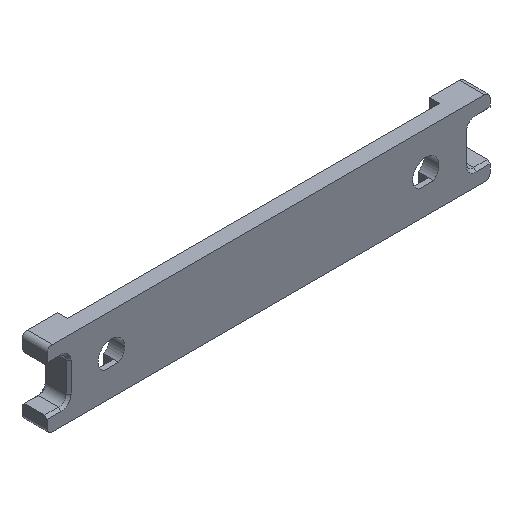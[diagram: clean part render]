
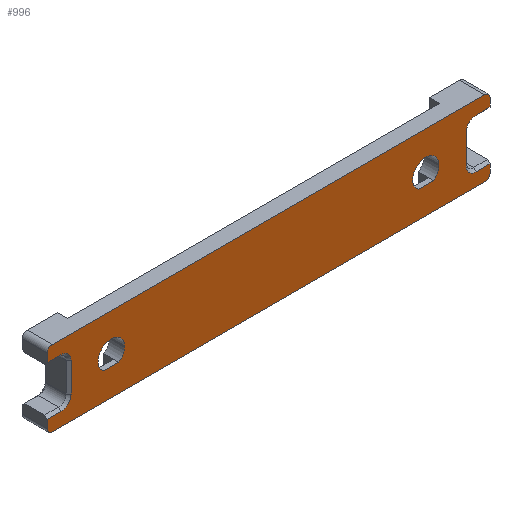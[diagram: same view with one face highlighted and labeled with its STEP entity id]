
A CAD part, isometric view. The second image highlights one B-rep face of the part: STEP entity #996.
In plain terms, the highlighted planar face has unit normal (0, -1, 0).
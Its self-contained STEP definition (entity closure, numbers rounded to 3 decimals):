
#25=FACE_BOUND('',#125,.T.);
#26=FACE_BOUND('',#126,.T.);
#28=CIRCLE('',#1070,4.);
#30=CIRCLE('',#1074,4.);
#31=CIRCLE('',#1077,2.);
#32=CIRCLE('',#1078,2.);
#33=CIRCLE('',#1079,4.);
#34=CIRCLE('',#1080,4.);
#35=CIRCLE('',#1081,2.);
#36=CIRCLE('',#1082,2.);
#37=CIRCLE('',#1083,5.25);
#38=CIRCLE('',#1084,5.25);
#68=FACE_OUTER_BOUND('',#124,.T.);
#124=EDGE_LOOP('',(#677,#678,#679,#680,#681,#682,#683,#684,#685,#686,#687,
#688,#689,#690,#691,#692,#693,#694,#695,#696));
#125=EDGE_LOOP('',(#697,#698));
#126=EDGE_LOOP('',(#699,#700));
#180=LINE('',#1450,#300);
#183=LINE('',#1461,#303);
#187=LINE('',#1473,#307);
#189=LINE('',#1477,#309);
#190=LINE('',#1481,#310);
#191=LINE('',#1485,#311);
#192=LINE('',#1487,#312);
#193=LINE('',#1491,#313);
#194=LINE('',#1495,#314);
#195=LINE('',#1497,#315);
#196=LINE('',#1501,#316);
#197=LINE('',#1504,#317);
#198=LINE('',#1508,#318);
#199=LINE('',#1512,#319);
#300=VECTOR('',#1158,10.);
#303=VECTOR('',#1169,10.);
#307=VECTOR('',#1181,10.);
#309=VECTOR('',#1185,10.);
#310=VECTOR('',#1188,10.);
#311=VECTOR('',#1191,10.);
#312=VECTOR('',#1192,10.);
#313=VECTOR('',#1195,10.);
#314=VECTOR('',#1198,10.);
#315=VECTOR('',#1199,10.);
#316=VECTOR('',#1202,10.);
#317=VECTOR('',#1205,10.);
#318=VECTOR('',#1208,10.);
#319=VECTOR('',#1211,10.);
#417=VERTEX_POINT('',#1443);
#420=VERTEX_POINT('',#1448);
#422=VERTEX_POINT('',#1454);
#424=VERTEX_POINT('',#1459);
#426=VERTEX_POINT('',#1466);
#428=VERTEX_POINT('',#1471);
#429=VERTEX_POINT('',#1476);
#430=VERTEX_POINT('',#1478);
#431=VERTEX_POINT('',#1480);
#432=VERTEX_POINT('',#1482);
#433=VERTEX_POINT('',#1484);
#434=VERTEX_POINT('',#1486);
#435=VERTEX_POINT('',#1488);
#436=VERTEX_POINT('',#1490);
#437=VERTEX_POINT('',#1492);
#438=VERTEX_POINT('',#1494);
#439=VERTEX_POINT('',#1496);
#440=VERTEX_POINT('',#1498);
#441=VERTEX_POINT('',#1500);
#442=VERTEX_POINT('',#1502);
#443=VERTEX_POINT('',#1505);
#444=VERTEX_POINT('',#1506);
#445=VERTEX_POINT('',#1509);
#446=VERTEX_POINT('',#1510);
#512=EDGE_CURVE('',#420,#417,#180,.T.);
#515=EDGE_CURVE('',#422,#420,#28,.T.);
#517=EDGE_CURVE('',#424,#422,#183,.T.);
#521=EDGE_CURVE('',#426,#424,#30,.T.);
#523=EDGE_CURVE('',#428,#426,#187,.T.);
#525=EDGE_CURVE('',#428,#429,#189,.T.);
#526=EDGE_CURVE('',#430,#429,#31,.T.);
#527=EDGE_CURVE('',#430,#431,#190,.T.);
#528=EDGE_CURVE('',#432,#431,#32,.T.);
#529=EDGE_CURVE('',#432,#433,#191,.T.);
#530=EDGE_CURVE('',#434,#433,#192,.T.);
#531=EDGE_CURVE('',#435,#434,#33,.T.);
#532=EDGE_CURVE('',#436,#435,#193,.T.);
#533=EDGE_CURVE('',#437,#436,#34,.T.);
#534=EDGE_CURVE('',#438,#437,#194,.T.);
#535=EDGE_CURVE('',#438,#439,#195,.T.);
#536=EDGE_CURVE('',#440,#439,#35,.T.);
#537=EDGE_CURVE('',#440,#441,#196,.T.);
#538=EDGE_CURVE('',#442,#441,#36,.T.);
#539=EDGE_CURVE('',#442,#417,#197,.T.);
#540=EDGE_CURVE('',#443,#444,#37,.T.);
#541=EDGE_CURVE('',#443,#444,#198,.T.);
#542=EDGE_CURVE('',#445,#446,#38,.T.);
#543=EDGE_CURVE('',#445,#446,#199,.T.);
#677=ORIENTED_EDGE('',*,*,#512,.F.);
#678=ORIENTED_EDGE('',*,*,#515,.F.);
#679=ORIENTED_EDGE('',*,*,#517,.F.);
#680=ORIENTED_EDGE('',*,*,#521,.F.);
#681=ORIENTED_EDGE('',*,*,#523,.F.);
#682=ORIENTED_EDGE('',*,*,#525,.T.);
#683=ORIENTED_EDGE('',*,*,#526,.F.);
#684=ORIENTED_EDGE('',*,*,#527,.T.);
#685=ORIENTED_EDGE('',*,*,#528,.F.);
#686=ORIENTED_EDGE('',*,*,#529,.T.);
#687=ORIENTED_EDGE('',*,*,#530,.F.);
#688=ORIENTED_EDGE('',*,*,#531,.F.);
#689=ORIENTED_EDGE('',*,*,#532,.F.);
#690=ORIENTED_EDGE('',*,*,#533,.F.);
#691=ORIENTED_EDGE('',*,*,#534,.F.);
#692=ORIENTED_EDGE('',*,*,#535,.T.);
#693=ORIENTED_EDGE('',*,*,#536,.F.);
#694=ORIENTED_EDGE('',*,*,#537,.T.);
#695=ORIENTED_EDGE('',*,*,#538,.F.);
#696=ORIENTED_EDGE('',*,*,#539,.T.);
#697=ORIENTED_EDGE('',*,*,#540,.T.);
#698=ORIENTED_EDGE('',*,*,#541,.F.);
#699=ORIENTED_EDGE('',*,*,#542,.T.);
#700=ORIENTED_EDGE('',*,*,#543,.F.);
#956=PLANE('',#1076);
#996=ADVANCED_FACE('',(#68,#25,#26),#956,.T.);
#1070=AXIS2_PLACEMENT_3D('',#1456,#1164,#1165);
#1074=AXIS2_PLACEMENT_3D('',#1468,#1176,#1177);
#1076=AXIS2_PLACEMENT_3D('',#1475,#1183,#1184);
#1077=AXIS2_PLACEMENT_3D('',#1479,#1186,#1187);
#1078=AXIS2_PLACEMENT_3D('',#1483,#1189,#1190);
#1079=AXIS2_PLACEMENT_3D('',#1489,#1193,#1194);
#1080=AXIS2_PLACEMENT_3D('',#1493,#1196,#1197);
#1081=AXIS2_PLACEMENT_3D('',#1499,#1200,#1201);
#1082=AXIS2_PLACEMENT_3D('',#1503,#1203,#1204);
#1083=AXIS2_PLACEMENT_3D('',#1507,#1206,#1207);
#1084=AXIS2_PLACEMENT_3D('',#1511,#1209,#1210);
#1158=DIRECTION('',(1.,0.,0.));
#1164=DIRECTION('center_axis',(0.,-1.,0.));
#1165=DIRECTION('ref_axis',(-0.707,0.,-0.707));
#1169=DIRECTION('',(0.,0.,-1.));
#1176=DIRECTION('center_axis',(0.,-1.,0.));
#1177=DIRECTION('ref_axis',(-0.707,0.,0.707));
#1181=DIRECTION('',(-1.,0.,0.));
#1183=DIRECTION('center_axis',(0.,-1.,0.));
#1184=DIRECTION('ref_axis',(0.,0.,-1.));
#1185=DIRECTION('',(0.,0.,1.));
#1186=DIRECTION('center_axis',(0.,1.,0.));
#1187=DIRECTION('ref_axis',(0.707,0.,0.707));
#1188=DIRECTION('',(-1.,0.,0.));
#1189=DIRECTION('center_axis',(0.,1.,0.));
#1190=DIRECTION('ref_axis',(-0.707,0.,0.707));
#1191=DIRECTION('',(0.,0.,-1.));
#1192=DIRECTION('',(-1.,0.,0.));
#1193=DIRECTION('center_axis',(0.,-1.,0.));
#1194=DIRECTION('ref_axis',(0.707,0.,0.707));
#1195=DIRECTION('',(0.,0.,1.));
#1196=DIRECTION('center_axis',(0.,-1.,0.));
#1197=DIRECTION('ref_axis',(0.707,0.,-0.707));
#1198=DIRECTION('',(1.,0.,0.));
#1199=DIRECTION('',(0.,0.,-1.));
#1200=DIRECTION('center_axis',(0.,1.,0.));
#1201=DIRECTION('ref_axis',(-0.707,0.,-0.707));
#1202=DIRECTION('',(1.,0.,0.));
#1203=DIRECTION('center_axis',(0.,1.,0.));
#1204=DIRECTION('ref_axis',(0.707,0.,-0.707));
#1205=DIRECTION('',(0.,0.,1.));
#1206=DIRECTION('center_axis',(0.,1.,0.));
#1207=DIRECTION('ref_axis',(0.571,0.,0.821));
#1208=DIRECTION('',(1.,0.,0.));
#1209=DIRECTION('center_axis',(0.,1.,0.));
#1210=DIRECTION('ref_axis',(0.571,0.,0.821));
#1211=DIRECTION('',(1.,0.,0.));
#1443=CARTESIAN_POINT('',(88.,0.,-9.75));
#1448=CARTESIAN_POINT('',(82.5,0.,-9.75));
#1450=CARTESIAN_POINT('',(39.75,0.,-9.75));
#1454=CARTESIAN_POINT('',(78.5,0.,-5.75));
#1456=CARTESIAN_POINT('Origin',(82.5,0.,-5.75));
#1459=CARTESIAN_POINT('',(78.5,0.,5.75));
#1461=CARTESIAN_POINT('',(78.5,0.,4.375));
#1466=CARTESIAN_POINT('',(82.5,0.,9.75));
#1468=CARTESIAN_POINT('Origin',(82.5,0.,5.75));
#1471=CARTESIAN_POINT('',(88.,0.,9.75));
#1473=CARTESIAN_POINT('',(49.75,0.,9.75));
#1475=CARTESIAN_POINT('Origin',(0.,0.,0.));
#1476=CARTESIAN_POINT('',(88.,0.,13.));
#1477=CARTESIAN_POINT('',(88.,0.,-15.));
#1478=CARTESIAN_POINT('',(86.,0.,15.));
#1479=CARTESIAN_POINT('Origin',(86.,0.,13.));
#1480=CARTESIAN_POINT('',(-86.,0.,15.));
#1481=CARTESIAN_POINT('',(88.,0.,15.));
#1482=CARTESIAN_POINT('',(-88.,0.,13.));
#1483=CARTESIAN_POINT('Origin',(-86.,0.,13.));
#1484=CARTESIAN_POINT('',(-88.,0.,9.75));
#1485=CARTESIAN_POINT('',(-88.,0.,15.));
#1486=CARTESIAN_POINT('',(-82.5,0.,9.75));
#1487=CARTESIAN_POINT('',(-39.75,0.,9.75));
#1488=CARTESIAN_POINT('',(-78.5,0.,5.75));
#1489=CARTESIAN_POINT('Origin',(-82.5,0.,5.75));
#1490=CARTESIAN_POINT('',(-78.5,0.,-5.75));
#1491=CARTESIAN_POINT('',(-78.5,0.,-4.375));
#1492=CARTESIAN_POINT('',(-82.5,0.,-9.75));
#1493=CARTESIAN_POINT('Origin',(-82.5,0.,-5.75));
#1494=CARTESIAN_POINT('',(-88.,0.,-9.75));
#1495=CARTESIAN_POINT('',(-49.75,0.,-9.75));
#1496=CARTESIAN_POINT('',(-88.,0.,-13.));
#1497=CARTESIAN_POINT('',(-88.,0.,15.));
#1498=CARTESIAN_POINT('',(-86.,0.,-15.));
#1499=CARTESIAN_POINT('Origin',(-86.,0.,-13.));
#1500=CARTESIAN_POINT('',(86.,0.,-15.));
#1501=CARTESIAN_POINT('',(-88.,0.,-15.));
#1502=CARTESIAN_POINT('',(88.,0.,-13.));
#1503=CARTESIAN_POINT('Origin',(86.,0.,-13.));
#1504=CARTESIAN_POINT('',(88.,0.,-15.));
#1505=CARTESIAN_POINT('',(59.5,0.,-4.308));
#1506=CARTESIAN_POINT('',(65.5,0.,-4.308));
#1507=CARTESIAN_POINT('Origin',(62.5,0.,0.));
#1508=CARTESIAN_POINT('',(59.5,0.,-4.308));
#1509=CARTESIAN_POINT('',(-65.5,0.,-4.308));
#1510=CARTESIAN_POINT('',(-59.5,0.,-4.308));
#1511=CARTESIAN_POINT('Origin',(-62.5,0.,0.));
#1512=CARTESIAN_POINT('',(-65.5,0.,-4.308));
